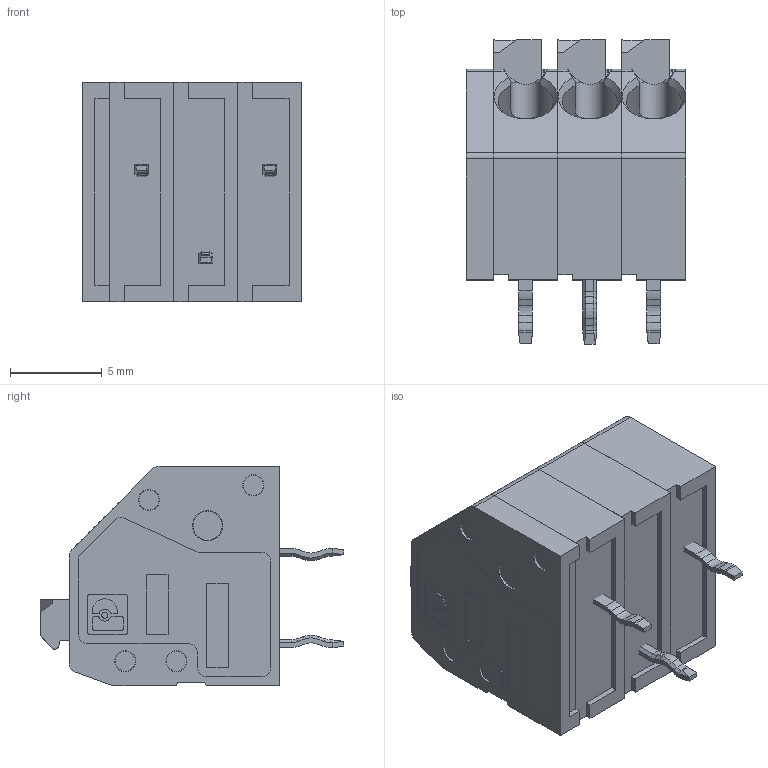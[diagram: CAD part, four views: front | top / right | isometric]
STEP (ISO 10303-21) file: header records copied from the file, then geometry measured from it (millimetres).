
FILE_DESCRIPTION (( 'STEP AP214' ), '1' );
FILE_NAME ('1985205.STEP', '2023-09-15T04:36:23', ( '' ), ( '' ), 'SwSTEP 2.0', 'SolidWorks 2021', '' );
FILE_SCHEMA (( 'AUTOMOTIVE_DESIGN' ));
Length unit declared in the file: millimetre
Products named in the file (1): 1985205
Bounding box: 12 x 16.6 x 12 mm (x, y, z)
Volume: 1324 mm3; surface area: 2084.3 mm2
Topology: 7 solids, 7 shells, 581 faces, 1478 edges, 951 vertices
Faces by surface type: plane 336, cylinder 175, cone 70
Entity records: 23960 total; most frequent: CARTESIAN_POINT 3254, DIRECTION 2966, ORIENTED_EDGE 2956, EDGE_CURVE 1478, VECTOR 1016, LINE 1016, AXIS2_PLACEMENT_3D 975, VERTEX_POINT 951
